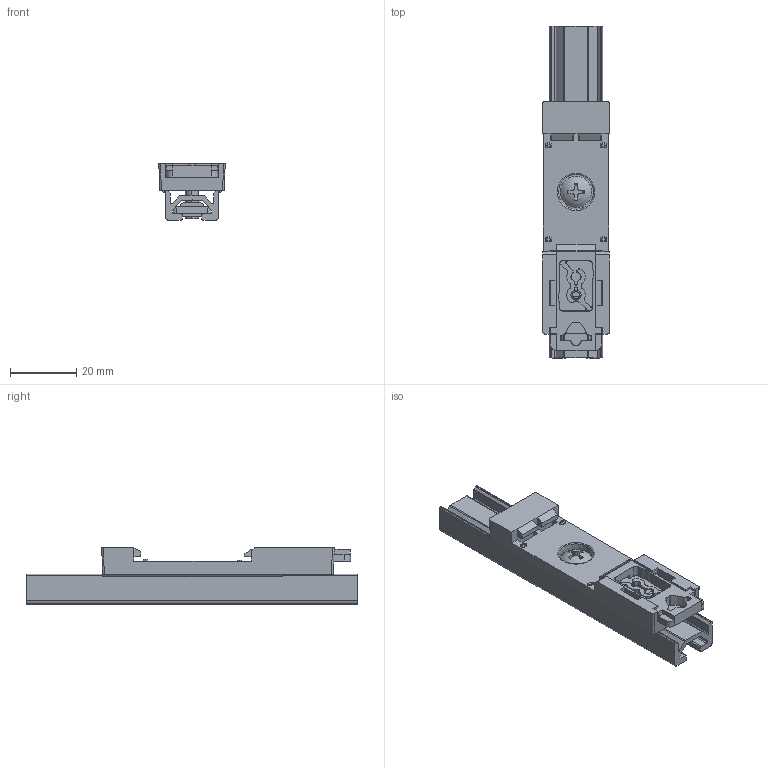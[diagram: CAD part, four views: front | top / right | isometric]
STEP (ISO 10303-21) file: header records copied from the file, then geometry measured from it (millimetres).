
FILE_DESCRIPTION (( 'STEP AP203' ), '1' );
FILE_NAME ('CY7-P113-STP.step', '2024-04-17T04:30:43', ( '' ), ( '' ), 'SwSTEP 2.0', 'SolidWorks 2020', '' );
FILE_SCHEMA (( 'CONFIG_CONTROL_DESIGN' ));
Length unit declared in the file: millimetre
Products named in the file (1): CY7-P113-STP
Bounding box: 20 x 100 x 17 mm (x, y, z)
Surface area: 13703 mm2 (no closed solid volume)
Topology: 0 solids, 12 shells, 302 faces, 1180 edges, 869 vertices
Faces by surface type: plane 165, cylinder 63, cone 44, torus 21, bspline 8, sphere 1
Entity records: 12801 total; most frequent: CARTESIAN_POINT 2995, DIRECTION 1981, ORIENTED_EDGE 1960, EDGE_CURVE 1178, VERTEX_POINT 868, LINE 701, VECTOR 701, AXIS2_PLACEMENT_3D 640
